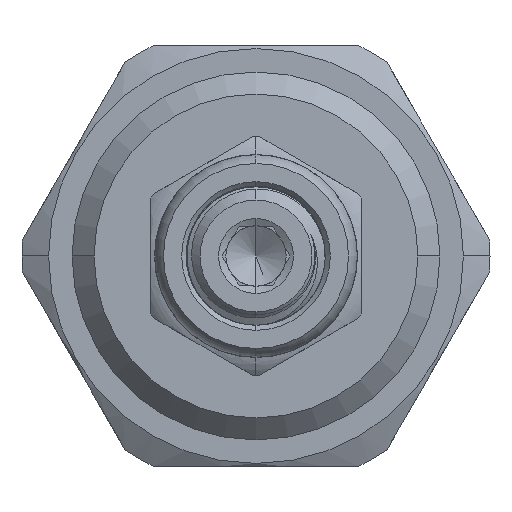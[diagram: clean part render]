
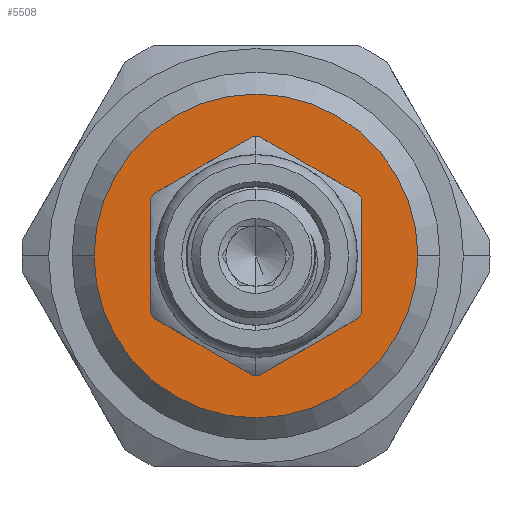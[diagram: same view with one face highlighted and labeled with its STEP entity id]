
A CAD part, left-side view. The second image highlights one B-rep face of the part: STEP entity #5508.
In plain terms, the highlighted planar face has unit normal (-1, 0, 0).
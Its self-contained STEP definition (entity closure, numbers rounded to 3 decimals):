
#533 = DIRECTION ( 'NONE',  ( 0., 1., 0. ) ) ;
#534 = DIRECTION ( 'NONE',  ( -1., 0., 0. ) ) ;
#535 = CARTESIAN_POINT ( 'NONE',  ( 39.661, 10.525, 0. ) ) ;
#960 = AXIS2_PLACEMENT_3D ( 'NONE', #4220, #4214, #4213 ) ;
#3452 = CARTESIAN_POINT ( 'NONE',  ( 39.661, 12.458, 4.339 ) ) ;
#3502 = CARTESIAN_POINT ( 'NONE',  ( 39.661, 13.807, 3.563 ) ) ;
#3520 = CARTESIAN_POINT ( 'NONE',  ( 39.661, 13.398, 3.895 ) ) ;
#3557 = CARTESIAN_POINT ( 'NONE',  ( 39.661, 12.95, 4.155 ) ) ;
#3853 = DIRECTION ( 'NONE',  ( 0., 1., 0. ) ) ;
#3854 = DIRECTION ( 'NONE',  ( 1., 0., 0. ) ) ;
#3855 = CARTESIAN_POINT ( 'NONE',  ( 39.661, 10.525, 0. ) ) ;
#4213 = DIRECTION ( 'NONE',  ( 0., 1., 0. ) ) ;
#4214 = DIRECTION ( 'NONE',  ( -1., 0., 0. ) ) ;
#4216 = PLANE ( 'NONE',  #960 ) ;
#4220 = CARTESIAN_POINT ( 'NONE',  ( 39.661, 10.525, 0. ) ) ;
#5508 = ADVANCED_FACE ( 'NONE', ( #12557, #12544 ), #4216, .T. ) ;
#6955 = AXIS2_PLACEMENT_3D ( 'NONE', #535, #534, #533 ) ;
#6990 = AXIS2_PLACEMENT_3D ( 'NONE', #15556, #15557, #15558 ) ;
#7038 = AXIS2_PLACEMENT_3D ( 'NONE', #3855, #3854, #3853 ) ;
#7312 = EDGE_CURVE ( 'NONE', #21085, #19174, #12933, .T. ) ;
#7484 = EDGE_CURVE ( 'NONE', #19174, #19241, #14950, .T. ) ;
#7609 = EDGE_CURVE ( 'NONE', #18869, #18614, #15086, .T. ) ;
#7682 = EDGE_CURVE ( 'NONE', #18614, #18869, #15166, .T. ) ;
#7741 = EDGE_CURVE ( 'NONE', #20118, #21085, #13060, .T. ) ;
#7883 = EDGE_CURVE ( 'NONE', #19241, #20118, #15329, .T. ) ;
#12544 = FACE_BOUND ( 'NONE', #18597, .T. ) ;
#12557 = FACE_OUTER_BOUND ( 'NONE', #18545, .T. ) ;
#12933 = B_SPLINE_CURVE_WITH_KNOTS ( 'NONE', 3,
 ( #3502, #3520, #3557, #3452 ),
 .UNSPECIFIED., .F., .F.,
 ( 4, 4 ),
 ( 0., 0.002 ),
 .UNSPECIFIED. ) ;
#13060 = B_SPLINE_CURVE_WITH_KNOTS ( 'NONE', 3,
 ( #15824, #15834, #15840, #15841, #15842, #15843, #15844, #15845, #15846, #15847 ),
 .UNSPECIFIED., .F., .F.,
 ( 4, 2, 2, 2, 4 ),
 ( 0., 0.001, 0.002, 0.003, 0.004 ),
 .UNSPECIFIED. ) ;
#14950 = CIRCLE ( 'NONE', #7038, 4.75 ) ;
#15086 = CIRCLE ( 'NONE', #6955, 11. ) ;
#15166 = CIRCLE ( 'NONE', #6990, 11. ) ;
#15329 = LINE ( 'NONE', #16755, #15330 ) ;
#15330 = VECTOR ( 'NONE', #16756, 1000. ) ;
#15556 = CARTESIAN_POINT ( 'NONE',  ( 39.661, 10.525, 0. ) ) ;
#15557 = DIRECTION ( 'NONE',  ( -1., 0., 0. ) ) ;
#15558 = DIRECTION ( 'NONE',  ( 0., 1., 0. ) ) ;
#15824 = CARTESIAN_POINT ( 'NONE',  ( 39.661, 15.451, 0. ) ) ;
#15834 = CARTESIAN_POINT ( 'NONE',  ( 39.661, 15.451, 0.34 ) ) ;
#15840 = CARTESIAN_POINT ( 'NONE',  ( 39.661, 15.414, 0.678 ) ) ;
#15841 = CARTESIAN_POINT ( 'NONE',  ( 39.661, 15.272, 1.337 ) ) ;
#15842 = CARTESIAN_POINT ( 'NONE',  ( 39.661, 15.164, 1.662 ) ) ;
#15843 = CARTESIAN_POINT ( 'NONE',  ( 39.661, 14.885, 2.273 ) ) ;
#15844 = CARTESIAN_POINT ( 'NONE',  ( 39.661, 14.714, 2.561 ) ) ;
#15845 = CARTESIAN_POINT ( 'NONE',  ( 39.661, 14.304, 3.103 ) ) ;
#15846 = CARTESIAN_POINT ( 'NONE',  ( 39.661, 14.072, 3.349 ) ) ;
#15847 = CARTESIAN_POINT ( 'NONE',  ( 39.661, 13.807, 3.563 ) ) ;
#16755 = CARTESIAN_POINT ( 'NONE',  ( 39.661, 10.525, 0. ) ) ;
#16756 = DIRECTION ( 'NONE',  ( 0., 1., 0. ) ) ;
#18413 = CARTESIAN_POINT ( 'NONE',  ( 39.661, -0.475, 0. ) ) ;
#18444 = CARTESIAN_POINT ( 'NONE',  ( 39.661, 21.525, 0. ) ) ;
#18472 = CARTESIAN_POINT ( 'NONE',  ( 39.661, 12.458, 4.339 ) ) ;
#18478 = CARTESIAN_POINT ( 'NONE',  ( 39.661, 15.275, 0. ) ) ;
#18503 = CARTESIAN_POINT ( 'NONE',  ( 39.661, 15.451, 0. ) ) ;
#18516 = CARTESIAN_POINT ( 'NONE',  ( 39.661, 13.807, 3.563 ) ) ;
#18545 = EDGE_LOOP ( 'NONE', ( #19037, #18739 ) ) ;
#18597 = EDGE_LOOP ( 'NONE', ( #19034, #18830, #18832, #18831 ) ) ;
#18614 = VERTEX_POINT ( 'NONE', #18413 ) ;
#18739 = ORIENTED_EDGE ( 'NONE', *, *, #7609, .T. ) ;
#18830 = ORIENTED_EDGE ( 'NONE', *, *, #7883, .T. ) ;
#18831 = ORIENTED_EDGE ( 'NONE', *, *, #7312, .T. ) ;
#18832 = ORIENTED_EDGE ( 'NONE', *, *, #7741, .T. ) ;
#18869 = VERTEX_POINT ( 'NONE', #18444 ) ;
#19034 = ORIENTED_EDGE ( 'NONE', *, *, #7484, .T. ) ;
#19037 = ORIENTED_EDGE ( 'NONE', *, *, #7682, .T. ) ;
#19174 = VERTEX_POINT ( 'NONE', #18472 ) ;
#19241 = VERTEX_POINT ( 'NONE', #18478 ) ;
#20118 = VERTEX_POINT ( 'NONE', #18503 ) ;
#21085 = VERTEX_POINT ( 'NONE', #18516 ) ;
